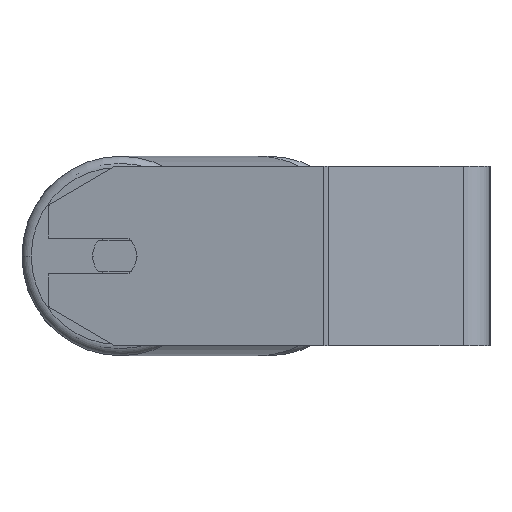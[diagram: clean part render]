
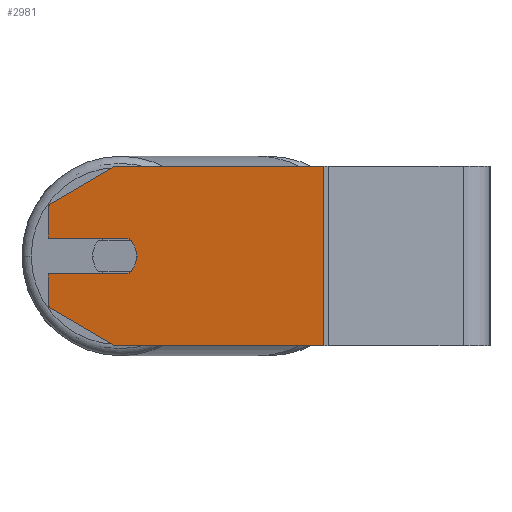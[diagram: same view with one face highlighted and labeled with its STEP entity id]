
A CAD part, left-side view. The second image highlights one B-rep face of the part: STEP entity #2981.
In plain terms, the highlighted planar face has unit normal (-0.985, 0.174, 0).
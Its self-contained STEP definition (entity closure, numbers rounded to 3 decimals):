
#24 = ORIENTED_EDGE ( 'NONE', *, *, #5827, .T. ) ;
#44 = DIRECTION ( 'NONE',  ( 0., 0., -1. ) ) ;
#153 = PLANE ( 'NONE',  #7992 ) ;
#345 = DIRECTION ( 'NONE',  ( 0., 0., -1. ) ) ;
#408 = LINE ( 'NONE', #4316, #1817 ) ;
#553 = AXIS2_PLACEMENT_3D ( 'NONE', #3522, #764, #3648 ) ;
#591 = CARTESIAN_POINT ( 'NONE',  ( -573.151, 196.954, -8. ) ) ;
#605 = ORIENTED_EDGE ( 'NONE', *, *, #1378, .F. ) ;
#722 = VERTEX_POINT ( 'NONE', #8100 ) ;
#764 = DIRECTION ( 'NONE',  ( -0.985, 0.174, 0. ) ) ;
#780 = ORIENTED_EDGE ( 'NONE', *, *, #6238, .T. ) ;
#838 = EDGE_CURVE ( 'NONE', #2628, #3785, #8536, .T. ) ;
#936 = VERTEX_POINT ( 'NONE', #8715 ) ;
#1011 = LINE ( 'NONE', #6343, #1397 ) ;
#1059 = ORIENTED_EDGE ( 'NONE', *, *, #8185, .T. ) ;
#1341 = CARTESIAN_POINT ( 'NONE',  ( -578.361, 167.41, 0. ) ) ;
#1375 = LINE ( 'NONE', #2174, #4219 ) ;
#1378 = EDGE_CURVE ( 'NONE', #3274, #8397, #5598, .T. ) ;
#1397 = VECTOR ( 'NONE', #1635, 1000. ) ;
#1437 = EDGE_CURVE ( 'NONE', #2714, #3785, #4314, .T. ) ;
#1440 = FACE_OUTER_BOUND ( 'NONE', #7941, .T. ) ;
#1635 = DIRECTION ( 'NONE',  ( 0., 0., -1. ) ) ;
#1770 = AXIS2_PLACEMENT_3D ( 'NONE', #1341, #4056, #6835 ) ;
#1817 = VECTOR ( 'NONE', #7013, 1000. ) ;
#1846 = LINE ( 'NONE', #4551, #2267 ) ;
#2144 = EDGE_CURVE ( 'NONE', #722, #2628, #5318, .T. ) ;
#2174 = CARTESIAN_POINT ( 'NONE',  ( -579.403, 161.501, 8. ) ) ;
#2267 = VECTOR ( 'NONE', #4506, 1000. ) ;
#2303 = LINE ( 'NONE', #8455, #5515 ) ;
#2628 = VERTEX_POINT ( 'NONE', #5623 ) ;
#2714 = VERTEX_POINT ( 'NONE', #8487 ) ;
#2861 = CARTESIAN_POINT ( 'NONE',  ( -573.151, 196.954, 40. ) ) ;
#2981 = ADVANCED_FACE ( 'NONE', ( #1440 ), #153, .F. ) ;
#3192 = CARTESIAN_POINT ( 'NONE',  ( -579.403, 161.501, 8. ) ) ;
#3274 = VERTEX_POINT ( 'NONE', #5457 ) ;
#3522 = CARTESIAN_POINT ( 'NONE',  ( -578.361, 167.41, 0. ) ) ;
#3648 = DIRECTION ( 'NONE',  ( -0.174, -0.985, 0. ) ) ;
#3785 = VERTEX_POINT ( 'NONE', #4295 ) ;
#3914 = ORIENTED_EDGE ( 'NONE', *, *, #2144, .F. ) ;
#4043 = DIRECTION ( 'NONE',  ( 0.174, 0.985, 0. ) ) ;
#4056 = DIRECTION ( 'NONE',  ( -0.985, 0.174, 0. ) ) ;
#4100 = CARTESIAN_POINT ( 'NONE',  ( -573.151, 196.954, -22.679 ) ) ;
#4219 = VECTOR ( 'NONE', #4043, 1000. ) ;
#4246 = CIRCLE ( 'NONE', #553, 10. ) ;
#4295 = CARTESIAN_POINT ( 'NONE',  ( -594.818, 74.078, -40. ) ) ;
#4314 = LINE ( 'NONE', #8332, #6860 ) ;
#4316 = CARTESIAN_POINT ( 'NONE',  ( -578.361, 167.41, -40. ) ) ;
#4506 = DIRECTION ( 'NONE',  ( -0.174, -0.985, 0. ) ) ;
#4508 = VERTEX_POINT ( 'NONE', #4100 ) ;
#4551 = CARTESIAN_POINT ( 'NONE',  ( -579.403, 161.501, -8. ) ) ;
#4722 = CARTESIAN_POINT ( 'NONE',  ( -579.403, 161.501, -8. ) ) ;
#4822 = DIRECTION ( 'NONE',  ( 0.174, 0.985, 0. ) ) ;
#4833 = EDGE_CURVE ( 'NONE', #8397, #5734, #1375, .T. ) ;
#5054 = DIRECTION ( 'NONE',  ( 0.15, 0.853, -0.5 ) ) ;
#5173 = VECTOR ( 'NONE', #345, 1000. ) ;
#5276 = DIRECTION ( 'NONE',  ( -0.174, -0.985, 0. ) ) ;
#5318 = LINE ( 'NONE', #5411, #7274 ) ;
#5411 = CARTESIAN_POINT ( 'NONE',  ( -573.151, 196.954, 40. ) ) ;
#5457 = CARTESIAN_POINT ( 'NONE',  ( -580.097, 157.562, 0. ) ) ;
#5496 = VERTEX_POINT ( 'NONE', #591 ) ;
#5515 = VECTOR ( 'NONE', #5054, 1000. ) ;
#5598 = CIRCLE ( 'NONE', #1770, 10. ) ;
#5623 = CARTESIAN_POINT ( 'NONE',  ( -594.818, 74.078, 40. ) ) ;
#5684 = ORIENTED_EDGE ( 'NONE', *, *, #6658, .F. ) ;
#5715 = CARTESIAN_POINT ( 'NONE',  ( -594.818, 74.078, 40. ) ) ;
#5734 = VERTEX_POINT ( 'NONE', #8116 ) ;
#5827 = EDGE_CURVE ( 'NONE', #4508, #2714, #408, .T. ) ;
#5993 = ORIENTED_EDGE ( 'NONE', *, *, #6256, .T. ) ;
#6125 = LINE ( 'NONE', #6789, #8322 ) ;
#6238 = EDGE_CURVE ( 'NONE', #722, #936, #2303, .T. ) ;
#6256 = EDGE_CURVE ( 'NONE', #5496, #4508, #1011, .T. ) ;
#6343 = CARTESIAN_POINT ( 'NONE',  ( -573.151, 196.954, 40. ) ) ;
#6536 = VERTEX_POINT ( 'NONE', #4722 ) ;
#6658 = EDGE_CURVE ( 'NONE', #6536, #3274, #4246, .T. ) ;
#6661 = ORIENTED_EDGE ( 'NONE', *, *, #7581, .F. ) ;
#6789 = CARTESIAN_POINT ( 'NONE',  ( -573.151, 196.954, 40. ) ) ;
#6835 = DIRECTION ( 'NONE',  ( -0.174, -0.985, 0. ) ) ;
#6841 = DIRECTION ( 'NONE',  ( 0.985, -0.174, 0. ) ) ;
#6860 = VECTOR ( 'NONE', #8242, 1000. ) ;
#7013 = DIRECTION ( 'NONE',  ( -0.15, -0.853, -0.5 ) ) ;
#7274 = VECTOR ( 'NONE', #5276, 1000. ) ;
#7581 = EDGE_CURVE ( 'NONE', #5496, #6536, #1846, .T. ) ;
#7780 = ORIENTED_EDGE ( 'NONE', *, *, #1437, .T. ) ;
#7782 = ORIENTED_EDGE ( 'NONE', *, *, #838, .F. ) ;
#7941 = EDGE_LOOP ( 'NONE', ( #5684, #6661, #5993, #24, #7780, #7782, #3914, #780, #1059, #8223, #605 ) ) ;
#7992 = AXIS2_PLACEMENT_3D ( 'NONE', #2861, #6841, #4822 ) ;
#8100 = CARTESIAN_POINT ( 'NONE',  ( -578.361, 167.41, 40. ) ) ;
#8116 = CARTESIAN_POINT ( 'NONE',  ( -573.151, 196.954, 8. ) ) ;
#8185 = EDGE_CURVE ( 'NONE', #936, #5734, #6125, .T. ) ;
#8223 = ORIENTED_EDGE ( 'NONE', *, *, #4833, .F. ) ;
#8242 = DIRECTION ( 'NONE',  ( -0.174, -0.985, 0. ) ) ;
#8322 = VECTOR ( 'NONE', #44, 1000. ) ;
#8332 = CARTESIAN_POINT ( 'NONE',  ( -573.151, 196.954, -40. ) ) ;
#8397 = VERTEX_POINT ( 'NONE', #3192 ) ;
#8455 = CARTESIAN_POINT ( 'NONE',  ( -573.151, 196.954, 22.679 ) ) ;
#8487 = CARTESIAN_POINT ( 'NONE',  ( -578.361, 167.41, -40. ) ) ;
#8536 = LINE ( 'NONE', #5715, #5173 ) ;
#8715 = CARTESIAN_POINT ( 'NONE',  ( -573.151, 196.954, 22.679 ) ) ;
